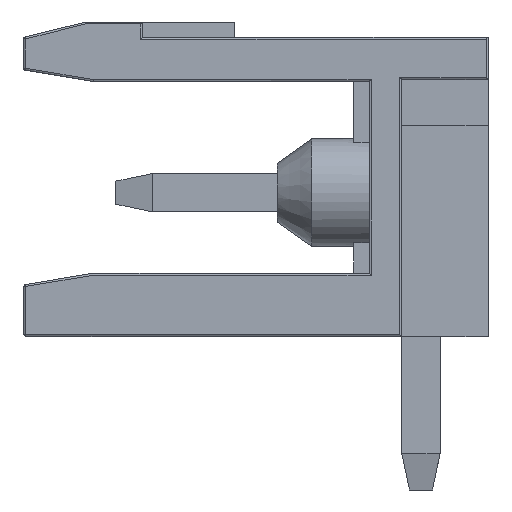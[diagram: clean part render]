
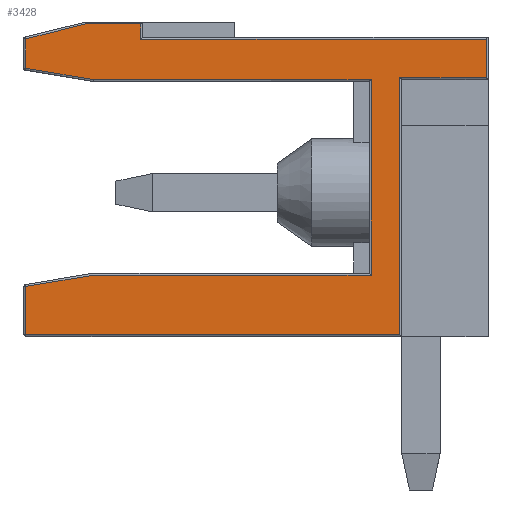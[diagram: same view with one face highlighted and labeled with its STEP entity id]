
A CAD part, left-side view. The second image highlights one B-rep face of the part: STEP entity #3428.
In plain terms, the highlighted planar face has unit normal (-1, 0, 0).
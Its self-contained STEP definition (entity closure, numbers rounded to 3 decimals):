
#25 = CARTESIAN_POINT ( 'NONE',  ( 0., 10.296, 1.6 ) ) ;
#739 = EDGE_CURVE ( 'NONE', #14101, #40554, #30820, .T. ) ;
#796 = LINE ( 'NONE', #24221, #6564 ) ;
#928 = DIRECTION ( 'NONE',  ( 0., 1., 0. ) ) ;
#939 = VECTOR ( 'NONE', #19441, 1000. ) ;
#1852 = LINE ( 'NONE', #26202, #35801 ) ;
#1882 = EDGE_CURVE ( 'NONE', #29751, #39063, #28083, .T. ) ;
#1933 = LINE ( 'NONE', #43910, #939 ) ;
#2094 = EDGE_CURVE ( 'NONE', #14417, #11383, #1933, .T. ) ;
#2269 = LINE ( 'NONE', #13169, #29568 ) ;
#2296 = ORIENTED_EDGE ( 'NONE', *, *, #33325, .T. ) ;
#3428 = ADVANCED_FACE ( 'NONE', ( #37558 ), #20132, .F. ) ;
#3481 = VERTEX_POINT ( 'NONE', #10789 ) ;
#4577 = DIRECTION ( 'NONE',  ( 0., 0., 1. ) ) ;
#4891 = EDGE_CURVE ( 'NONE', #12133, #14606, #21444, .T. ) ;
#5095 = VERTEX_POINT ( 'NONE', #44128 ) ;
#5186 = CARTESIAN_POINT ( 'NONE',  ( 0., 12.05, 1.306 ) ) ;
#5708 = DIRECTION ( 'NONE',  ( 0., 1., 0. ) ) ;
#5944 = DIRECTION ( 'NONE',  ( 0., -1., 0. ) ) ;
#6507 = DIRECTION ( 'NONE',  ( 1., 0., 0. ) ) ;
#6564 = VECTOR ( 'NONE', #14002, 1000. ) ;
#6653 = DIRECTION ( 'NONE',  ( 0., 0., -1. ) ) ;
#7363 = LINE ( 'NONE', #17786, #28978 ) ;
#7898 = ORIENTED_EDGE ( 'NONE', *, *, #37650, .T. ) ;
#8365 = LINE ( 'NONE', #22209, #26600 ) ;
#8538 = VECTOR ( 'NONE', #6653, 1000. ) ;
#9646 = EDGE_CURVE ( 'NONE', #15053, #3481, #21013, .T. ) ;
#9748 = VECTOR ( 'NONE', #42851, 1000. ) ;
#10066 = LINE ( 'NONE', #23899, #8538 ) ;
#10391 = VECTOR ( 'NONE', #928, 1000. ) ;
#10652 = VERTEX_POINT ( 'NONE', #5186 ) ;
#10789 = CARTESIAN_POINT ( 'NONE',  ( 0., 0.05, 7.75 ) ) ;
#11096 = VECTOR ( 'NONE', #29216, 1000. ) ;
#11383 = VERTEX_POINT ( 'NONE', #22916 ) ;
#12133 = VERTEX_POINT ( 'NONE', #39246 ) ;
#12325 = LINE ( 'NONE', #32804, #25137 ) ;
#13169 = CARTESIAN_POINT ( 'NONE',  ( 0., 12.05, 8.2 ) ) ;
#13509 = DIRECTION ( 'NONE',  ( 0., 0., 1. ) ) ;
#13588 = EDGE_CURVE ( 'NONE', #40554, #15053, #1852, .T. ) ;
#14002 = DIRECTION ( 'NONE',  ( 0., -1., 0. ) ) ;
#14101 = VERTEX_POINT ( 'NONE', #38059 ) ;
#14146 = EDGE_CURVE ( 'NONE', #5095, #14101, #22418, .T. ) ;
#14417 = VERTEX_POINT ( 'NONE', #31456 ) ;
#14606 = VERTEX_POINT ( 'NONE', #34361 ) ;
#14864 = CARTESIAN_POINT ( 'NONE',  ( 0., 3.05, 1.65 ) ) ;
#15053 = VERTEX_POINT ( 'NONE', #42724 ) ;
#16783 = DIRECTION ( 'NONE',  ( 0., 0., -1. ) ) ;
#16984 = ORIENTED_EDGE ( 'NONE', *, *, #2094, .T. ) ;
#17325 = ORIENTED_EDGE ( 'NONE', *, *, #39347, .T. ) ;
#17786 = CARTESIAN_POINT ( 'NONE',  ( 0., 9.05, 8.2 ) ) ;
#19441 = DIRECTION ( 'NONE',  ( 0., -0.986, -0.165 ) ) ;
#20132 = PLANE ( 'NONE',  #41685 ) ;
#20373 = EDGE_CURVE ( 'NONE', #35371, #29751, #12325, .T. ) ;
#21013 = LINE ( 'NONE', #28760, #38341 ) ;
#21444 = LINE ( 'NONE', #14864, #27380 ) ;
#22209 = CARTESIAN_POINT ( 'NONE',  ( 0., 12.092, 1.299 ) ) ;
#22392 = EDGE_CURVE ( 'NONE', #28693, #35371, #7363, .T. ) ;
#22418 = LINE ( 'NONE', #42622, #9748 ) ;
#22916 = CARTESIAN_POINT ( 'NONE',  ( 0., 10.296, 6.7 ) ) ;
#23774 = CARTESIAN_POINT ( 'NONE',  ( 0., 12.088, 7.751 ) ) ;
#23899 = CARTESIAN_POINT ( 'NONE',  ( 0., 12.05, 8.2 ) ) ;
#24221 = CARTESIAN_POINT ( 'NONE',  ( 0., 3.1, 6.7 ) ) ;
#24611 = CARTESIAN_POINT ( 'NONE',  ( 0., 2.3, 6.7 ) ) ;
#25137 = VECTOR ( 'NONE', #28518, 1000. ) ;
#25422 = EDGE_CURVE ( 'NONE', #37053, #10652, #8365, .T. ) ;
#25749 = CARTESIAN_POINT ( 'NONE',  ( 0., 12.05, 7.761 ) ) ;
#25969 = ORIENTED_EDGE ( 'NONE', *, *, #9646, .T. ) ;
#26202 = CARTESIAN_POINT ( 'NONE',  ( 0., 0., 6.75 ) ) ;
#26378 = VECTOR ( 'NONE', #13509, 1000. ) ;
#26600 = VECTOR ( 'NONE', #36078, 1000. ) ;
#27380 = VECTOR ( 'NONE', #41882, 1000. ) ;
#28014 = LINE ( 'NONE', #32112, #10391 ) ;
#28083 = LINE ( 'NONE', #23774, #11096 ) ;
#28518 = DIRECTION ( 'NONE',  ( 0., 1., 0. ) ) ;
#28693 = VERTEX_POINT ( 'NONE', #30657 ) ;
#28760 = CARTESIAN_POINT ( 'NONE',  ( 0., 0.05, 7.8 ) ) ;
#28978 = VECTOR ( 'NONE', #4577, 1000. ) ;
#28981 = LINE ( 'NONE', #40185, #35452 ) ;
#29216 = DIRECTION ( 'NONE',  ( 0., 0.97, -0.243 ) ) ;
#29568 = VECTOR ( 'NONE', #16783, 1000. ) ;
#29751 = VERTEX_POINT ( 'NONE', #43276 ) ;
#30657 = CARTESIAN_POINT ( 'NONE',  ( 0., 9.05, 7.75 ) ) ;
#30820 = LINE ( 'NONE', #24611, #26378 ) ;
#31456 = CARTESIAN_POINT ( 'NONE',  ( 0., 12.05, 6.994 ) ) ;
#31498 = DIRECTION ( 'NONE',  ( 0., 0., 1. ) ) ;
#31997 = ORIENTED_EDGE ( 'NONE', *, *, #13588, .T. ) ;
#32112 = CARTESIAN_POINT ( 'NONE',  ( 0., 9., 7.75 ) ) ;
#32804 = CARTESIAN_POINT ( 'NONE',  ( 0., 12.1, 8.15 ) ) ;
#32880 = CARTESIAN_POINT ( 'NONE',  ( 0., 2.3, 6.75 ) ) ;
#33325 = EDGE_CURVE ( 'NONE', #3481, #28693, #28014, .T. ) ;
#33564 = CARTESIAN_POINT ( 'NONE',  ( 0., 12.1, 8.2 ) ) ;
#33860 = ORIENTED_EDGE ( 'NONE', *, *, #25422, .T. ) ;
#33915 = ORIENTED_EDGE ( 'NONE', *, *, #1882, .T. ) ;
#34361 = CARTESIAN_POINT ( 'NONE',  ( 0., 3.05, 1.6 ) ) ;
#35051 = ORIENTED_EDGE ( 'NONE', *, *, #40960, .T. ) ;
#35328 = EDGE_CURVE ( 'NONE', #10652, #5095, #10066, .T. ) ;
#35371 = VERTEX_POINT ( 'NONE', #37703 ) ;
#35431 = ORIENTED_EDGE ( 'NONE', *, *, #22392, .T. ) ;
#35452 = VECTOR ( 'NONE', #5708, 1000. ) ;
#35801 = VECTOR ( 'NONE', #5944, 1000. ) ;
#35839 = ORIENTED_EDGE ( 'NONE', *, *, #20373, .T. ) ;
#36078 = DIRECTION ( 'NONE',  ( 0., 0.986, -0.165 ) ) ;
#37053 = VERTEX_POINT ( 'NONE', #25 ) ;
#37558 = FACE_OUTER_BOUND ( 'NONE', #41299, .T. ) ;
#37650 = EDGE_CURVE ( 'NONE', #11383, #12133, #796, .T. ) ;
#37703 = CARTESIAN_POINT ( 'NONE',  ( 0., 9.05, 8.15 ) ) ;
#38059 = CARTESIAN_POINT ( 'NONE',  ( 0., 2.3, 0.05 ) ) ;
#38341 = VECTOR ( 'NONE', #31498, 1000. ) ;
#38345 = ORIENTED_EDGE ( 'NONE', *, *, #35328, .T. ) ;
#39063 = VERTEX_POINT ( 'NONE', #25749 ) ;
#39246 = CARTESIAN_POINT ( 'NONE',  ( 0., 3.05, 6.7 ) ) ;
#39347 = EDGE_CURVE ( 'NONE', #39063, #14417, #2269, .T. ) ;
#40185 = CARTESIAN_POINT ( 'NONE',  ( 0., 10.3, 1.6 ) ) ;
#40207 = ORIENTED_EDGE ( 'NONE', *, *, #14146, .T. ) ;
#40533 = DIRECTION ( 'NONE',  ( 0., 0., -1. ) ) ;
#40554 = VERTEX_POINT ( 'NONE', #32880 ) ;
#40960 = EDGE_CURVE ( 'NONE', #14606, #37053, #28981, .T. ) ;
#41299 = EDGE_LOOP ( 'NONE', ( #35839, #33915, #17325, #16984, #7898, #44786, #35051, #33860, #38345, #40207, #41904, #31997, #25969, #2296, #35431 ) ) ;
#41685 = AXIS2_PLACEMENT_3D ( 'NONE', #33564, #6507, #40533 ) ;
#41882 = DIRECTION ( 'NONE',  ( 0., 0., -1. ) ) ;
#41904 = ORIENTED_EDGE ( 'NONE', *, *, #739, .T. ) ;
#42622 = CARTESIAN_POINT ( 'NONE',  ( 0., 12.1, 0.05 ) ) ;
#42724 = CARTESIAN_POINT ( 'NONE',  ( 0., 0.05, 6.75 ) ) ;
#42851 = DIRECTION ( 'NONE',  ( 0., -1., 0. ) ) ;
#43276 = CARTESIAN_POINT ( 'NONE',  ( 0., 10.494, 8.15 ) ) ;
#43910 = CARTESIAN_POINT ( 'NONE',  ( 0., 10.292, 6.699 ) ) ;
#44128 = CARTESIAN_POINT ( 'NONE',  ( 0., 12.05, 0.05 ) ) ;
#44786 = ORIENTED_EDGE ( 'NONE', *, *, #4891, .T. ) ;
